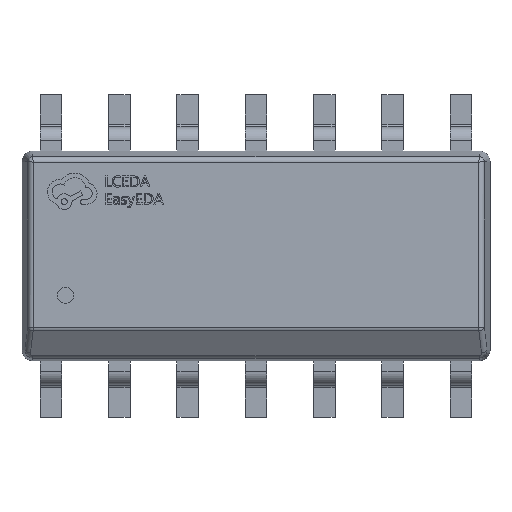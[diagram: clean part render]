
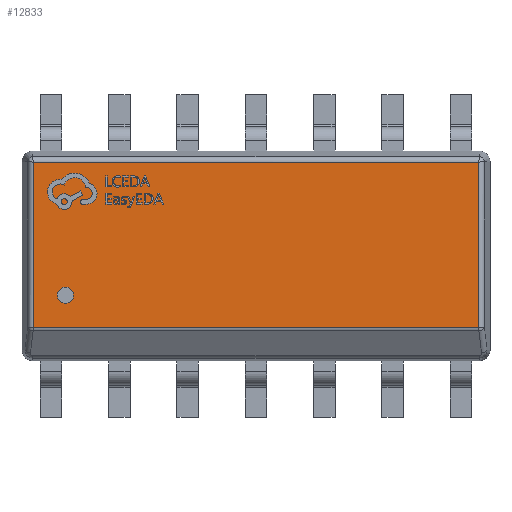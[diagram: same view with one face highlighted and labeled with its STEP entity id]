
A CAD part, top view. The second image highlights one B-rep face of the part: STEP entity #12833.
In plain terms, the highlighted planar face has unit normal (0, 0, 1).
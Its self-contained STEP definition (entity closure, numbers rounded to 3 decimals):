
#792 = EDGE_LOOP ( 'NONE', ( #21331, #3159 ) ) ;
#1304 = EDGE_CURVE ( 'NONE', #10756, #8974, #13826, .T. ) ;
#2414 = CARTESIAN_POINT ( 'NONE',  ( -3.393, -0.733, 0.8 ) ) ;
#3159 = ORIENTED_EDGE ( 'NONE', *, *, #25721, .F. ) ;
#4350 = DIRECTION ( 'NONE',  ( -1., 0., 0. ) ) ;
#4404 = CIRCLE ( 'NONE', #10627, 0.15 ) ;
#4812 = DIRECTION ( 'NONE',  ( 1., 0., 0. ) ) ;
#6175 = LINE ( 'NONE', #10318, #9978 ) ;
#6374 = DIRECTION ( 'NONE',  ( 0., 0., 1. ) ) ;
#7124 = VERTEX_POINT ( 'NONE', #16344 ) ;
#7181 = FACE_BOUND ( 'NONE', #792, .T. ) ;
#7459 = EDGE_LOOP ( 'NONE', ( #9787, #14825, #16720, #9838 ) ) ;
#7461 = FACE_OUTER_BOUND ( 'NONE', #7459, .T. ) ;
#7609 = DIRECTION ( 'NONE',  ( 0., 1., 0. ) ) ;
#8248 = CARTESIAN_POINT ( 'NONE',  ( -4.15, 1.743, 0.8 ) ) ;
#8974 = VERTEX_POINT ( 'NONE', #18983 ) ;
#9554 = DIRECTION ( 'NONE',  ( 1., 0., 0. ) ) ;
#9640 = CIRCLE ( 'NONE', #21249, 0.15 ) ;
#9704 = VECTOR ( 'NONE', #25587, 1000. ) ;
#9787 = ORIENTED_EDGE ( 'NONE', *, *, #23321, .T. ) ;
#9838 = ORIENTED_EDGE ( 'NONE', *, *, #20962, .T. ) ;
#9978 = VECTOR ( 'NONE', #20076, 1000. ) ;
#10307 = EDGE_CURVE ( 'NONE', #10582, #10756, #6175, .T. ) ;
#10318 = CARTESIAN_POINT ( 'NONE',  ( -4.15, -1.333, 0.8 ) ) ;
#10582 = VERTEX_POINT ( 'NONE', #14134 ) ;
#10627 = AXIS2_PLACEMENT_3D ( 'NONE', #24439, #6374, #4812 ) ;
#10756 = VERTEX_POINT ( 'NONE', #15689 ) ;
#10818 = VECTOR ( 'NONE', #4350, 1000. ) ;
#10986 = CARTESIAN_POINT ( 'NONE',  ( -3.693, -0.733, 0.8 ) ) ;
#11436 = CARTESIAN_POINT ( 'NONE',  ( -4.143, -1.364, 0.8 ) ) ;
#12833 = ADVANCED_FACE ( 'NONE', ( #7181, #7461 ), #14977, .T. ) ;
#13788 = VERTEX_POINT ( 'NONE', #2414 ) ;
#13826 = LINE ( 'NONE', #21270, #21642 ) ;
#14134 = CARTESIAN_POINT ( 'NONE',  ( -4.143, -1.333, 0.8 ) ) ;
#14825 = ORIENTED_EDGE ( 'NONE', *, *, #10307, .T. ) ;
#14977 = PLANE ( 'NONE',  #25033 ) ;
#15689 = CARTESIAN_POINT ( 'NONE',  ( 4.143, -1.333, 0.8 ) ) ;
#16020 = EDGE_CURVE ( 'NONE', #13788, #20801, #4404, .T. ) ;
#16344 = CARTESIAN_POINT ( 'NONE',  ( -4.143, 1.743, 0.8 ) ) ;
#16720 = ORIENTED_EDGE ( 'NONE', *, *, #1304, .T. ) ;
#17201 = DIRECTION ( 'NONE',  ( 0., 0., 1. ) ) ;
#18983 = CARTESIAN_POINT ( 'NONE',  ( 4.143, 1.743, 0.8 ) ) ;
#20076 = DIRECTION ( 'NONE',  ( 1., 0., 0. ) ) ;
#20337 = LINE ( 'NONE', #8248, #10818 ) ;
#20570 = DIRECTION ( 'NONE',  ( 0., 0., 1. ) ) ;
#20801 = VERTEX_POINT ( 'NONE', #10986 ) ;
#20955 = CARTESIAN_POINT ( 'NONE',  ( -3.543, -0.733, 0.8 ) ) ;
#20962 = EDGE_CURVE ( 'NONE', #8974, #7124, #20337, .T. ) ;
#21130 = CARTESIAN_POINT ( 'NONE',  ( -4.15, -1.75, 0.8 ) ) ;
#21249 = AXIS2_PLACEMENT_3D ( 'NONE', #20955, #20570, #24702 ) ;
#21270 = CARTESIAN_POINT ( 'NONE',  ( 4.143, 1.75, 0.8 ) ) ;
#21331 = ORIENTED_EDGE ( 'NONE', *, *, #16020, .F. ) ;
#21642 = VECTOR ( 'NONE', #7609, 1000. ) ;
#23321 = EDGE_CURVE ( 'NONE', #7124, #10582, #23515, .T. ) ;
#23515 = LINE ( 'NONE', #11436, #9704 ) ;
#24439 = CARTESIAN_POINT ( 'NONE',  ( -3.543, -0.733, 0.8 ) ) ;
#24702 = DIRECTION ( 'NONE',  ( 1., 0., 0. ) ) ;
#25033 = AXIS2_PLACEMENT_3D ( 'NONE', #21130, #17201, #9554 ) ;
#25587 = DIRECTION ( 'NONE',  ( 0., -1., 0. ) ) ;
#25721 = EDGE_CURVE ( 'NONE', #20801, #13788, #9640, .T. ) ;
